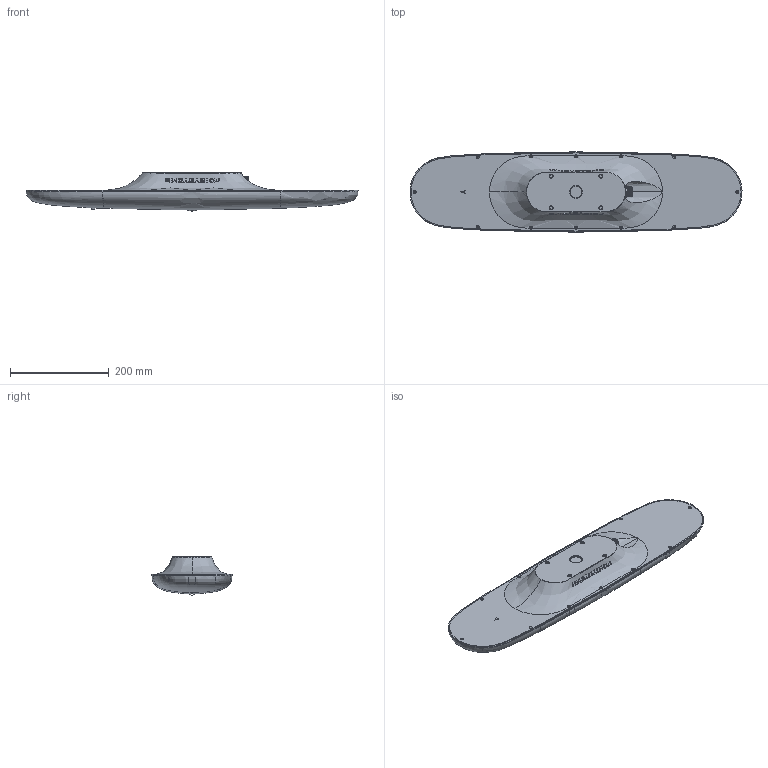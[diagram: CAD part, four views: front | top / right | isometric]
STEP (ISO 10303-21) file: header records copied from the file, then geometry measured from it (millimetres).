
FILE_DESCRIPTION (( 'STEP AP203' ), '1' );
FILE_NAME ('妗陑絳堤蚾饜极_240102.STEP', '2024-01-02T07:04:17', ( '' ), ( '' ), 'SwSTEP 2.0', 'SolidWorks 2022', '' );
FILE_SCHEMA (( 'CONFIG_CONTROL_DESIGN' ));
Products named in the file (4): 奻褲_0911; 厙盄脣諳; 狟褲_0911; 妗陑絳堤蚾饜极_240102
Assembly tree (3 placements, depth 2):
  妗陑絳堤蚾饜极_240102
    狟褲_0911
    厙盄脣諳
    奻褲_0911
Bounding box: 671.85 x 162 x 77 mm (x, y, z)
Volume: 2244962 mm3; surface area: 598035.1 mm2
Topology: 3 solids, 3 shells, 1003 faces, 2811 edges, 1849 vertices
Faces by surface type: bspline 465, cylinder 255, plane 242, cone 38, torus 3
Entity records: 273961 total; most frequent: CARTESIAN_POINT 252295, ORIENTED_EDGE 5594, EDGE_CURVE 2797, DIRECTION 2629, VERTEX_POINT 1849, B_SPLINE_CURVE_WITH_KNOTS 1434, EDGE_LOOP 1080, ADVANCED_FACE 1003
